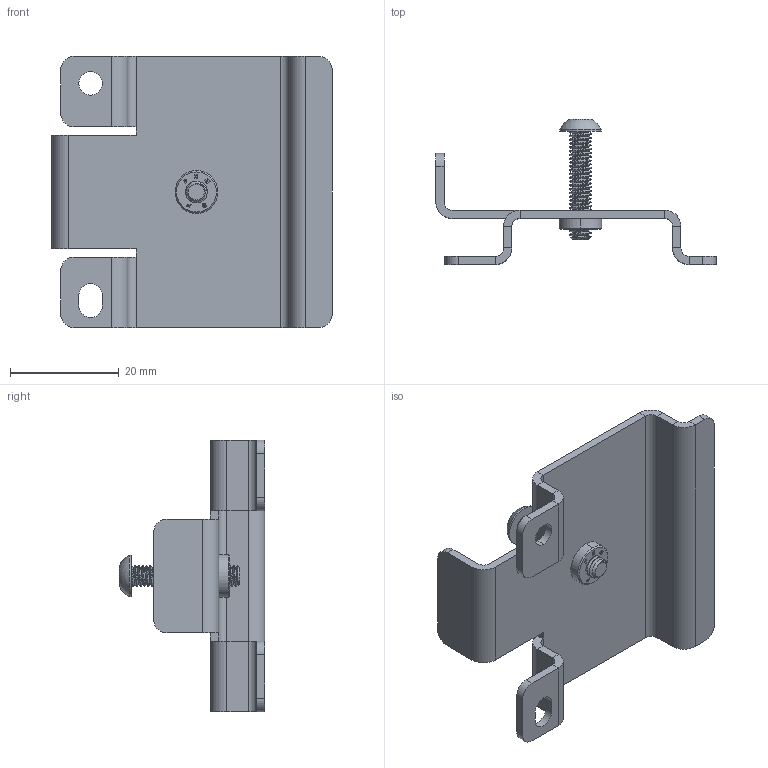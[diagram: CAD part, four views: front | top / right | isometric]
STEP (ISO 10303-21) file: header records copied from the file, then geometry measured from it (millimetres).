
FILE_DESCRIPTION((''),'2;1');
FILE_NAME('249261_SM01_ASM','2025-05-14T12:11:44',('banengservice'),('BANNER ENGINEERING'),'CREO PARAMETRIC BY PTC INC, 2022414','CREO PARAMETRIC BY PTC INC, 2022414','');
FILE_SCHEMA(('CONFIG_CONTROL_DESIGN'));
Length unit declared in the file: millimetre
Products named in the file (2): 249261_EP01; 249261_SM01_ASM
Assembly tree (1 placements, depth 2):
  249261_SM01_ASM
    249261_EP01
Bounding box: 51.64 x 26.8 x 50 mm (x, y, z)
Volume: 5090.7 mm3; surface area: 7320.6 mm2
Topology: 1 solids, 1 shells, 245 faces, 626 edges, 396 vertices
Faces by surface type: plane 116, cylinder 109, cone 16, bspline 3, sphere 1
Entity records: 22601 total; most frequent: CARTESIAN_POINT 16760, ORIENTED_EDGE 1252, DIRECTION 1120, EDGE_CURVE 626, VERTEX_POINT 396, AXIS2_PLACEMENT_3D 380, VECTOR 360, LINE 360
